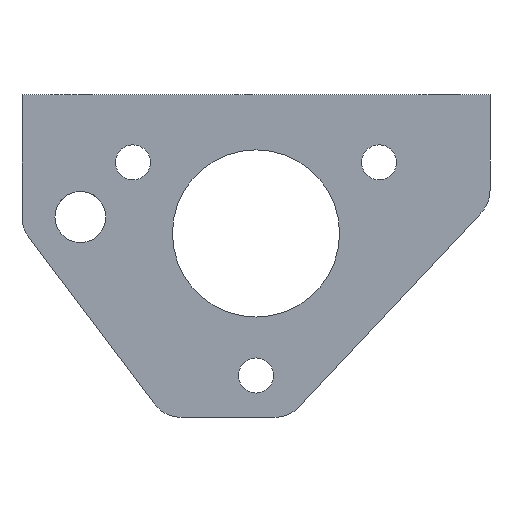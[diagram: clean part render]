
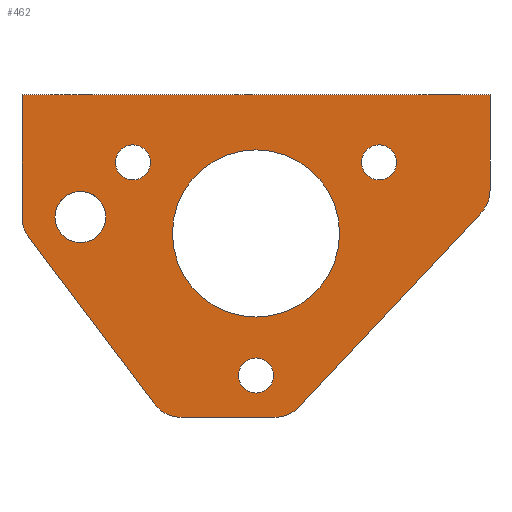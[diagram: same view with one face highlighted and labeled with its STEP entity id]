
A CAD part, left-side view. The second image highlights one B-rep face of the part: STEP entity #462.
In plain terms, the highlighted planar face has unit normal (-1, 0, 0).
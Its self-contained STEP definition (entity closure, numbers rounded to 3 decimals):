
#20=FACE_BOUND('',#77,.T.);
#21=FACE_BOUND('',#78,.T.);
#22=FACE_BOUND('',#79,.T.);
#23=FACE_BOUND('',#80,.T.);
#24=FACE_BOUND('',#81,.T.);
#37=PLANE('',#508);
#49=FACE_OUTER_BOUND('',#76,.T.);
#76=EDGE_LOOP('',(#326,#327,#328,#329,#330,#331,#332,#333,#334,#335));
#77=EDGE_LOOP('',(#336));
#78=EDGE_LOOP('',(#337));
#79=EDGE_LOOP('',(#338));
#80=EDGE_LOOP('',(#339));
#81=EDGE_LOOP('',(#340));
#119=LINE('',#716,#152);
#122=LINE('',#722,#155);
#123=LINE('',#726,#156);
#124=LINE('',#730,#157);
#125=LINE('',#734,#158);
#126=LINE('',#735,#159);
#152=VECTOR('',#571,10.);
#155=VECTOR('',#576,10.);
#156=VECTOR('',#579,10.);
#157=VECTOR('',#582,10.);
#158=VECTOR('',#585,10.);
#159=VECTOR('',#586,10.);
#183=CIRCLE('',#505,2.);
#185=CIRCLE('',#509,2.);
#186=CIRCLE('',#510,2.);
#187=CIRCLE('',#511,2.);
#188=CIRCLE('',#512,1.05);
#189=CIRCLE('',#513,1.05);
#190=CIRCLE('',#514,1.05);
#191=CIRCLE('',#515,5.);
#192=CIRCLE('',#516,1.525);
#211=VERTEX_POINT('',#706);
#212=VERTEX_POINT('',#707);
#215=VERTEX_POINT('',#715);
#217=VERTEX_POINT('',#721);
#218=VERTEX_POINT('',#723);
#219=VERTEX_POINT('',#725);
#220=VERTEX_POINT('',#727);
#221=VERTEX_POINT('',#729);
#222=VERTEX_POINT('',#731);
#223=VERTEX_POINT('',#733);
#224=VERTEX_POINT('',#736);
#225=VERTEX_POINT('',#738);
#226=VERTEX_POINT('',#740);
#227=VERTEX_POINT('',#742);
#228=VERTEX_POINT('',#744);
#254=EDGE_CURVE('',#211,#212,#183,.T.);
#258=EDGE_CURVE('',#215,#212,#119,.T.);
#261=EDGE_CURVE('',#211,#217,#122,.T.);
#262=EDGE_CURVE('',#218,#217,#185,.T.);
#263=EDGE_CURVE('',#218,#219,#123,.T.);
#264=EDGE_CURVE('',#220,#219,#186,.T.);
#265=EDGE_CURVE('',#220,#221,#124,.T.);
#266=EDGE_CURVE('',#222,#221,#187,.T.);
#267=EDGE_CURVE('',#222,#223,#125,.T.);
#268=EDGE_CURVE('',#223,#215,#126,.T.);
#269=EDGE_CURVE('',#224,#224,#188,.T.);
#270=EDGE_CURVE('',#225,#225,#189,.T.);
#271=EDGE_CURVE('',#226,#226,#190,.T.);
#272=EDGE_CURVE('',#227,#227,#191,.T.);
#273=EDGE_CURVE('',#228,#228,#192,.T.);
#326=ORIENTED_EDGE('',*,*,#254,.F.);
#327=ORIENTED_EDGE('',*,*,#261,.T.);
#328=ORIENTED_EDGE('',*,*,#262,.F.);
#329=ORIENTED_EDGE('',*,*,#263,.T.);
#330=ORIENTED_EDGE('',*,*,#264,.F.);
#331=ORIENTED_EDGE('',*,*,#265,.T.);
#332=ORIENTED_EDGE('',*,*,#266,.F.);
#333=ORIENTED_EDGE('',*,*,#267,.T.);
#334=ORIENTED_EDGE('',*,*,#268,.T.);
#335=ORIENTED_EDGE('',*,*,#258,.T.);
#336=ORIENTED_EDGE('',*,*,#269,.T.);
#337=ORIENTED_EDGE('',*,*,#270,.T.);
#338=ORIENTED_EDGE('',*,*,#271,.T.);
#339=ORIENTED_EDGE('',*,*,#272,.T.);
#340=ORIENTED_EDGE('',*,*,#273,.T.);
#462=ADVANCED_FACE('',(#49,#20,#21,#22,#23,#24),#37,.T.);
#505=AXIS2_PLACEMENT_3D('',#708,#563,#564);
#508=AXIS2_PLACEMENT_3D('',#720,#574,#575);
#509=AXIS2_PLACEMENT_3D('',#724,#577,#578);
#510=AXIS2_PLACEMENT_3D('',#728,#580,#581);
#511=AXIS2_PLACEMENT_3D('',#732,#583,#584);
#512=AXIS2_PLACEMENT_3D('',#737,#587,#588);
#513=AXIS2_PLACEMENT_3D('',#739,#589,#590);
#514=AXIS2_PLACEMENT_3D('',#741,#591,#592);
#515=AXIS2_PLACEMENT_3D('',#743,#593,#594);
#516=AXIS2_PLACEMENT_3D('',#745,#595,#596);
#563=DIRECTION('center_axis',(1.,0.,0.));
#564=DIRECTION('ref_axis',(0.,0.948,-0.317));
#571=DIRECTION('',(0.,0.,-1.));
#574=DIRECTION('center_axis',(-1.,0.,0.));
#575=DIRECTION('ref_axis',(0.,0.,1.));
#576=DIRECTION('',(0.,-0.602,-0.799));
#577=DIRECTION('center_axis',(1.,0.,0.));
#578=DIRECTION('ref_axis',(0.,0.446,-0.895));
#579=DIRECTION('',(0.,-1.,0.));
#580=DIRECTION('center_axis',(1.,0.,0.));
#581=DIRECTION('ref_axis',(0.,-0.398,-0.918));
#582=DIRECTION('',(0.,-0.684,0.73));
#583=DIRECTION('center_axis',(1.,0.,0.));
#584=DIRECTION('ref_axis',(0.,-0.93,-0.368));
#585=DIRECTION('',(0.,0.,1.));
#586=DIRECTION('',(0.,1.,0.));
#587=DIRECTION('center_axis',(1.,0.,0.));
#588=DIRECTION('ref_axis',(0.,-0.866,0.5));
#589=DIRECTION('center_axis',(1.,0.,0.));
#590=DIRECTION('ref_axis',(0.,0.866,0.5));
#591=DIRECTION('center_axis',(1.,0.,0.));
#592=DIRECTION('ref_axis',(0.,0.,-1.));
#593=DIRECTION('center_axis',(1.,0.,0.));
#594=DIRECTION('ref_axis',(0.,-1.,0.));
#595=DIRECTION('center_axis',(1.,0.,0.));
#596=DIRECTION('ref_axis',(0.,-1.,0.));
#706=CARTESIAN_POINT('',(-3.,13.597,-0.234));
#707=CARTESIAN_POINT('',(-3.,14.,0.969));
#708=CARTESIAN_POINT('Origin',(-3.,12.,0.969));
#715=CARTESIAN_POINT('',(-3.,14.,8.3));
#716=CARTESIAN_POINT('',(-3.,14.,8.3));
#720=CARTESIAN_POINT('Origin',(-3.,0.386,0.745));
#721=CARTESIAN_POINT('',(-3.,6.084,-10.204));
#722=CARTESIAN_POINT('',(-3.,14.,0.3));
#723=CARTESIAN_POINT('',(-3.,4.487,-11.));
#724=CARTESIAN_POINT('Origin',(-3.,4.487,-9.));
#725=CARTESIAN_POINT('',(-3.,-1.134,-11.));
#726=CARTESIAN_POINT('',(-3.,5.484,-11.));
#727=CARTESIAN_POINT('',(-3.,-2.593,-10.368));
#728=CARTESIAN_POINT('Origin',(-3.,-1.134,-9.));
#729=CARTESIAN_POINT('',(-3.,-13.459,1.223));
#730=CARTESIAN_POINT('',(-3.,-2.,-11.));
#731=CARTESIAN_POINT('',(-3.,-14.,2.591));
#732=CARTESIAN_POINT('Origin',(-3.,-12.,2.591));
#733=CARTESIAN_POINT('',(-3.,-14.,8.3));
#734=CARTESIAN_POINT('',(-3.,-14.,1.8));
#735=CARTESIAN_POINT('',(-3.,-14.,8.3));
#736=CARTESIAN_POINT('',(-3.,-6.452,3.725));
#737=CARTESIAN_POINT('Origin',(-3.,-7.361,4.25));
#738=CARTESIAN_POINT('',(-3.,6.452,3.725));
#739=CARTESIAN_POINT('Origin',(-3.,7.361,4.25));
#740=CARTESIAN_POINT('',(-3.,0.,-7.45));
#741=CARTESIAN_POINT('Origin',(-3.,0.,-8.5));
#742=CARTESIAN_POINT('',(-3.,5.,0.));
#743=CARTESIAN_POINT('Origin',(-3.,0.,0.));
#744=CARTESIAN_POINT('',(-3.,12.029,0.982));
#745=CARTESIAN_POINT('Origin',(-3.,10.504,0.982));
